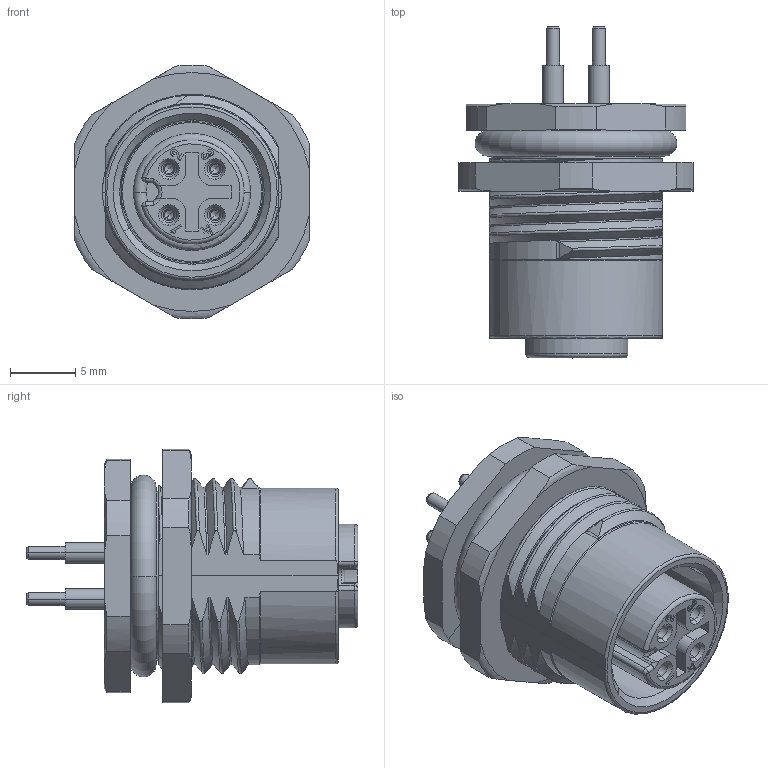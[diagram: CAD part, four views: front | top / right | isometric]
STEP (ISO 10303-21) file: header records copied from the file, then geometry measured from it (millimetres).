
FILE_DESCRIPTION((''),'2;1');
FILE_NAME('M12-F04A-BK-PG9-D_SW0001','2017-07-27T',('hq.zhang'),(''),'PRO/ENGINEER BY PARAMETRIC TECHNOLOGY CORPORATION, 2012480','PRO/ENGINEER BY PARAMETRIC TECHNOLOGY CORPORATION, 2012480','');
FILE_SCHEMA(('AUTOMOTIVE_DESIGN { 1 0 10303 214 1 1 1 1 }'));
Length unit declared in the file: millimetre
Products named in the file (1): M12-F04A-BK-PG9-D_SW0001
Bounding box: 18 x 25.5 x 19.48 mm (x, y, z)
Volume: 2742.6 mm3; surface area: 3389.7 mm2
Topology: 1 solids, 1 shells, 546 faces, 1480 edges, 955 vertices
Faces by surface type: plane 179, cylinder 123, extrusion 86, cone 80, torus 42, bspline 34, sphere 2
Entity records: 21944 total; most frequent: CARTESIAN_POINT 8784, ORIENTED_EDGE 2944, DIRECTION 2359, EDGE_CURVE 1472, VERTEX_POINT 955, AXIS2_PLACEMENT_3D 831, VECTOR 697, LINE 611
